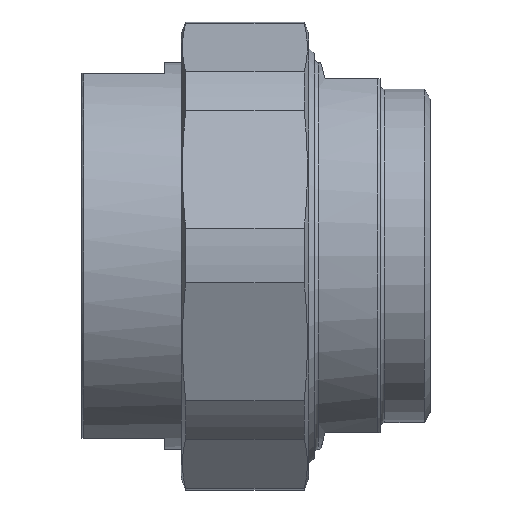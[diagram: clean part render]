
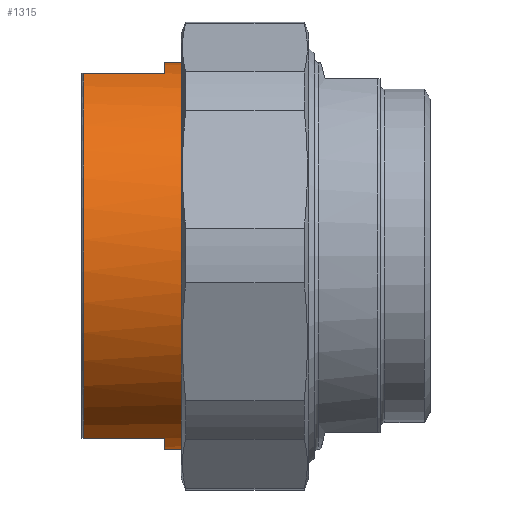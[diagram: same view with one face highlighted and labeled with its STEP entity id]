
A CAD part, top view. The second image highlights one B-rep face of the part: STEP entity #1315.
In plain terms, the highlighted cylindrical face has radius 35 mm (diameter 70 mm), a full revolution.
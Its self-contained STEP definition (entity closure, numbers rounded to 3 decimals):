
#197=FACE_OUTER_BOUND('',#286,.T.);
#286=EDGE_LOOP('',(#1152,#1153,#1154,#1155,#1156,#1157,#1158,#1159,#1160,
#1161,#1162,#1163,#1164));
#347=LINE('',#2368,#407);
#349=LINE('',#2372,#409);
#351=LINE('',#2387,#411);
#353=LINE('',#2391,#413);
#355=LINE('',#2422,#415);
#407=VECTOR('',#1897,10.);
#409=VECTOR('',#1899,10.);
#411=VECTOR('',#1907,10.);
#413=VECTOR('',#1909,10.);
#415=VECTOR('',#1949,35.);
#494=CIRCLE('',#1532,35.);
#495=CIRCLE('',#1535,35.);
#499=CIRCLE('',#1541,35.);
#500=CIRCLE('',#1543,35.);
#501=CIRCLE('',#1544,35.);
#502=CIRCLE('',#1546,35.);
#505=CIRCLE('',#1549,35.);
#618=VERTEX_POINT('',#2362);
#620=VERTEX_POINT('',#2367);
#621=VERTEX_POINT('',#2369);
#622=VERTEX_POINT('',#2371);
#624=VERTEX_POINT('',#2381);
#626=VERTEX_POINT('',#2386);
#627=VERTEX_POINT('',#2388);
#628=VERTEX_POINT('',#2390);
#631=VERTEX_POINT('',#2407);
#632=VERTEX_POINT('',#2411);
#633=VERTEX_POINT('',#2412);
#791=EDGE_CURVE('',#620,#618,#347,.T.);
#793=EDGE_CURVE('',#622,#621,#349,.T.);
#796=EDGE_CURVE('',#621,#620,#494,.T.);
#798=EDGE_CURVE('',#626,#624,#351,.T.);
#800=EDGE_CURVE('',#628,#627,#353,.T.);
#803=EDGE_CURVE('',#627,#626,#495,.T.);
#807=EDGE_CURVE('',#622,#624,#499,.T.);
#808=EDGE_CURVE('',#628,#631,#500,.T.);
#809=EDGE_CURVE('',#631,#618,#501,.T.);
#810=EDGE_CURVE('',#632,#633,#502,.T.);
#813=EDGE_CURVE('',#633,#632,#505,.T.);
#815=EDGE_CURVE('',#632,#631,#355,.T.);
#1152=ORIENTED_EDGE('',*,*,#810,.F.);
#1153=ORIENTED_EDGE('',*,*,#815,.T.);
#1154=ORIENTED_EDGE('',*,*,#808,.F.);
#1155=ORIENTED_EDGE('',*,*,#800,.T.);
#1156=ORIENTED_EDGE('',*,*,#803,.T.);
#1157=ORIENTED_EDGE('',*,*,#798,.T.);
#1158=ORIENTED_EDGE('',*,*,#807,.F.);
#1159=ORIENTED_EDGE('',*,*,#793,.T.);
#1160=ORIENTED_EDGE('',*,*,#796,.T.);
#1161=ORIENTED_EDGE('',*,*,#791,.T.);
#1162=ORIENTED_EDGE('',*,*,#809,.F.);
#1163=ORIENTED_EDGE('',*,*,#815,.F.);
#1164=ORIENTED_EDGE('',*,*,#813,.F.);
#1248=CYLINDRICAL_SURFACE('',#1552,35.);
#1315=ADVANCED_FACE('',(#197),#1248,.T.);
#1532=AXIS2_PLACEMENT_3D('',#2379,#1903,#1904);
#1535=AXIS2_PLACEMENT_3D('',#2398,#1913,#1914);
#1541=AXIS2_PLACEMENT_3D('',#2405,#1925,#1926);
#1543=AXIS2_PLACEMENT_3D('',#2408,#1929,#1930);
#1544=AXIS2_PLACEMENT_3D('',#2409,#1931,#1932);
#1546=AXIS2_PLACEMENT_3D('',#2413,#1935,#1936);
#1549=AXIS2_PLACEMENT_3D('',#2417,#1941,#1942);
#1552=AXIS2_PLACEMENT_3D('',#2421,#1947,#1948);
#1897=DIRECTION('',(-1.,0.,0.));
#1899=DIRECTION('',(1.,0.,0.));
#1903=DIRECTION('center_axis',(1.,0.,0.));
#1904=DIRECTION('ref_axis',(0.,1.,0.));
#1907=DIRECTION('',(-1.,0.,0.));
#1909=DIRECTION('',(1.,0.,0.));
#1913=DIRECTION('center_axis',(1.,0.,0.));
#1914=DIRECTION('ref_axis',(0.,1.,0.));
#1925=DIRECTION('center_axis',(-1.,0.,0.));
#1926=DIRECTION('ref_axis',(0.,-1.,0.));
#1929=DIRECTION('center_axis',(-1.,0.,0.));
#1930=DIRECTION('ref_axis',(0.,-1.,0.));
#1931=DIRECTION('center_axis',(-1.,0.,0.));
#1932=DIRECTION('ref_axis',(0.,-1.,0.));
#1935=DIRECTION('center_axis',(1.,0.,0.));
#1936=DIRECTION('ref_axis',(0.,-1.,0.));
#1941=DIRECTION('center_axis',(1.,0.,0.));
#1942=DIRECTION('ref_axis',(0.,-1.,0.));
#1947=DIRECTION('center_axis',(1.,0.,0.));
#1948=DIRECTION('ref_axis',(0.,1.,0.));
#1949=DIRECTION('',(-1.,0.,0.));
#2362=CARTESIAN_POINT('',(-32.2,-11.662,33.));
#2367=CARTESIAN_POINT('',(-17.5,-11.662,33.));
#2368=CARTESIAN_POINT('',(-20.5,-11.662,33.));
#2369=CARTESIAN_POINT('',(-17.5,11.662,33.));
#2371=CARTESIAN_POINT('',(-32.2,11.662,33.));
#2372=CARTESIAN_POINT('',(-20.5,11.662,33.));
#2379=CARTESIAN_POINT('Origin',(-17.5,0.,0.));
#2381=CARTESIAN_POINT('',(-32.2,11.662,-33.));
#2386=CARTESIAN_POINT('',(-17.5,11.662,-33.));
#2387=CARTESIAN_POINT('',(-20.5,11.662,-33.));
#2388=CARTESIAN_POINT('',(-17.5,-11.662,-33.));
#2390=CARTESIAN_POINT('',(-32.2,-11.662,-33.));
#2391=CARTESIAN_POINT('',(-20.5,-11.662,-33.));
#2398=CARTESIAN_POINT('Origin',(-17.5,0.,0.));
#2405=CARTESIAN_POINT('Origin',(-32.2,0.,0.));
#2407=CARTESIAN_POINT('',(-32.2,-35.,0.));
#2408=CARTESIAN_POINT('Origin',(-32.2,0.,0.));
#2409=CARTESIAN_POINT('Origin',(-32.2,0.,0.));
#2411=CARTESIAN_POINT('',(-8.9,-35.,0.));
#2412=CARTESIAN_POINT('',(-8.9,0.,35.));
#2413=CARTESIAN_POINT('Origin',(-8.9,0.,
0.));
#2417=CARTESIAN_POINT('Origin',(-8.9,0.,
0.));
#2421=CARTESIAN_POINT('Origin',(-20.5,0.,0.));
#2422=CARTESIAN_POINT('',(-20.5,-35.,0.));
